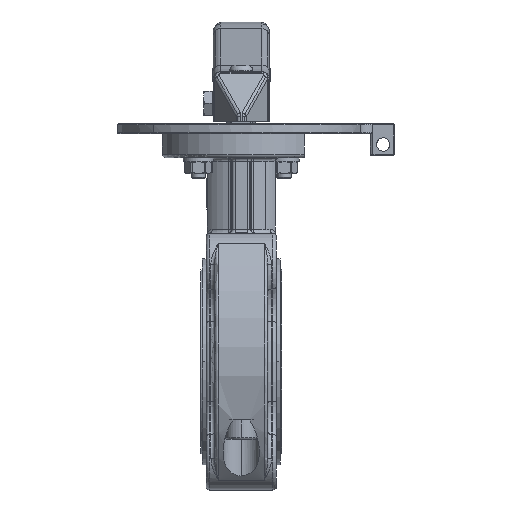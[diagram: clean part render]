
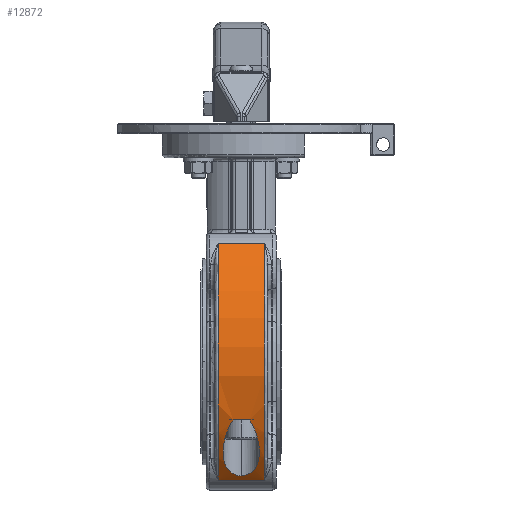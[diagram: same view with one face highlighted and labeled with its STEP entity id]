
A CAD part, front view. The second image highlights one B-rep face of the part: STEP entity #12872.
In plain terms, the highlighted cylindrical face has radius 69 mm (diameter 138 mm), a partial arc.
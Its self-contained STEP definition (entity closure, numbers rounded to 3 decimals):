
#3517=CARTESIAN_POINT('',(3.387,-64.692,-24.));
#3518=VERTEX_POINT('',#3517);
#3526=CARTESIAN_POINT('',(-0.,-50.5,-47.019));
#3527=VERTEX_POINT('',#3526);
#3534=CARTESIAN_POINT('',(3.387,-64.692,-24.));
#3535=CARTESIAN_POINT('',(3.764,-64.501,-24.514));
#3536=CARTESIAN_POINT('',(4.091,-64.297,-25.046));
#3537=CARTESIAN_POINT('',(4.391,-64.08,-25.588));
#3538=CARTESIAN_POINT('',(4.691,-63.864,-26.129));
#3539=CARTESIAN_POINT('',(4.961,-63.636,-26.681));
#3540=CARTESIAN_POINT('',(5.209,-63.396,-27.239));
#3541=CARTESIAN_POINT('',(5.706,-62.917,-28.355));
#3542=CARTESIAN_POINT('',(6.117,-62.388,-29.501));
#3543=CARTESIAN_POINT('',(6.451,-61.826,-30.635));
#3544=CARTESIAN_POINT('',(6.784,-61.264,-31.77));
#3545=CARTESIAN_POINT('',(7.041,-60.666,-32.898));
#3546=CARTESIAN_POINT('',(7.22,-60.03,-34.021));
#3547=CARTESIAN_POINT('',(7.399,-59.394,-35.143));
#3548=CARTESIAN_POINT('',(7.5,-58.72,-36.258));
#3549=CARTESIAN_POINT('',(7.5,-58.004,-37.37));
#3550=CARTESIAN_POINT('',(7.5,-57.647,-37.925));
#3551=CARTESIAN_POINT('',(7.475,-57.281,-38.475));
#3552=CARTESIAN_POINT('',(7.42,-56.91,-39.016));
#3553=CARTESIAN_POINT('',(7.366,-56.54,-39.556));
#3554=CARTESIAN_POINT('',(7.283,-56.163,-40.088));
#3555=CARTESIAN_POINT('',(7.165,-55.782,-40.612));
#3556=CARTESIAN_POINT('',(7.106,-55.592,-40.874));
#3557=CARTESIAN_POINT('',(7.038,-55.4,-41.133));
#3558=CARTESIAN_POINT('',(6.961,-55.207,-41.39));
#3559=CARTESIAN_POINT('',(6.883,-55.014,-41.648));
#3560=CARTESIAN_POINT('',(6.796,-54.82,-41.903));
#3561=CARTESIAN_POINT('',(6.699,-54.627,-42.153));
#3562=CARTESIAN_POINT('',(6.505,-54.242,-42.652));
#3563=CARTESIAN_POINT('',(6.271,-53.86,-43.133));
#3564=CARTESIAN_POINT('',(5.989,-53.485,-43.593));
#3565=CARTESIAN_POINT('',(5.847,-53.297,-43.823));
#3566=CARTESIAN_POINT('',(5.694,-53.112,-44.048));
#3567=CARTESIAN_POINT('',(5.525,-52.929,-44.267));
#3568=CARTESIAN_POINT('',(5.357,-52.745,-44.486));
#3569=CARTESIAN_POINT('',(5.175,-52.565,-44.699));
#3570=CARTESIAN_POINT('',(4.979,-52.391,-44.902));
#3571=CARTESIAN_POINT('',(4.589,-52.044,-45.306));
#3572=CARTESIAN_POINT('',(4.144,-51.721,-45.674));
#3573=CARTESIAN_POINT('',(3.631,-51.438,-45.991));
#3574=CARTESIAN_POINT('',(3.118,-51.154,-46.309));
#3575=CARTESIAN_POINT('',(2.557,-50.92,-46.564));
#3576=CARTESIAN_POINT('',(1.934,-50.754,-46.745));
#3577=CARTESIAN_POINT('',(1.312,-50.588,-46.925));
#3578=CARTESIAN_POINT('',(0.668,-50.5,-47.019));
#3579=CARTESIAN_POINT('',(-0.,-50.5,-47.019));
#3580=B_SPLINE_CURVE_WITH_KNOTS('',3,(#3534,#3535,#3536,#3537,#3538,#3539,#3540,#3541,#3542,#3543,#3544,#3545,#3546,#3547,#3548,#3549,#3550,#3551,#3552,#3553,#3554,#3555,#3556,#3557,#3558,#3559,
#3560,#3561,#3562,#3563,#3564,#3565,#3566,#3567,#3568,#3569,#3570,#3571,#3572,#3573,#3574,#3575,#3576,#3577,#3578,#3579),.UNSPECIFIED.,.F.,.F.,(4,3,3,3,3,3,3,3,3,3,3,3,3,3,3,4),(0.,0.002,0.004,0.008,0.012,0.016,0.018,0.02,0.021,0.022,0.024,0.025,0.026,0.028,0.029,0.031),.UNSPECIFIED.);
#3581=EDGE_CURVE('NONE',#3518,#3527,#3580,.T.);
#12771=CARTESIAN_POINT('',(0.,0.,0.));
#12772=DIRECTION('',(1.,0.,0.));
#12773=DIRECTION('',(-0.,-0.707,0.707));
#12774=AXIS2_PLACEMENT_3D('',#12771,#12772,#12773);
#12775=CYLINDRICAL_SURFACE('',#12774,69.);
#12776=CARTESIAN_POINT('',(-9.5,-48.79,-48.79));
#12777=VERTEX_POINT('',#12776);
#12778=CARTESIAN_POINT('',(-9.5,-48.79,48.79));
#12779=VERTEX_POINT('',#12778);
#12780=CARTESIAN_POINT('',(-9.5,0.,0.));
#12781=DIRECTION('',(-1.,-0.,-0.));
#12782=DIRECTION('',(-0.,-0.707,0.707));
#12783=AXIS2_PLACEMENT_3D('',#12780,#12781,#12782);
#12784=CIRCLE('',#12783,69.);
#12785=EDGE_CURVE('NONE',#12777,#12779,#12784,.T.);
#12786=ORIENTED_EDGE('',*,*,#12785,.F.);
#12787=CARTESIAN_POINT('',(9.5,-48.79,-48.79));
#12788=VERTEX_POINT('',#12787);
#12789=CARTESIAN_POINT('',(9.5,-48.79,-48.79));
#12790=DIRECTION('',(-1.,-0.,-0.));
#12791=VECTOR('',#12790,19.);
#12792=LINE('',#12789,#12791);
#12793=EDGE_CURVE('NONE',#12788,#12777,#12792,.T.);
#12794=ORIENTED_EDGE('',*,*,#12793,.F.);
#12795=CARTESIAN_POINT('',(9.5,-48.79,48.79));
#12796=VERTEX_POINT('',#12795);
#12797=CARTESIAN_POINT('',(9.5,0.,0.));
#12798=DIRECTION('',(1.,0.,0.));
#12799=DIRECTION('',(-0.,-0.707,0.707));
#12800=AXIS2_PLACEMENT_3D('',#12797,#12798,#12799);
#12801=CIRCLE('',#12800,69.);
#12802=EDGE_CURVE('NONE',#12796,#12788,#12801,.T.);
#12803=ORIENTED_EDGE('',*,*,#12802,.F.);
#12804=CARTESIAN_POINT('',(-9.5,-48.79,48.79));
#12805=DIRECTION('',(1.,0.,0.));
#12806=VECTOR('',#12805,19.);
#12807=LINE('',#12804,#12806);
#12808=EDGE_CURVE('NONE',#12779,#12796,#12807,.T.);
#12809=ORIENTED_EDGE('',*,*,#12808,.F.);
#12810=EDGE_LOOP('',(#12786,#12794,#12803,#12809));
#12811=FACE_BOUND('',#12810,.T.);
#12812=ORIENTED_EDGE('',*,*,#3581,.T.);
#12813=CARTESIAN_POINT('',(-3.387,-64.692,-24.));
#12814=VERTEX_POINT('',#12813);
#12815=CARTESIAN_POINT('',(-0.,-50.5,-47.019));
#12816=CARTESIAN_POINT('',(-0.667,-50.5,-47.019));
#12817=CARTESIAN_POINT('',(-1.323,-50.59,-46.923));
#12818=CARTESIAN_POINT('',(-1.943,-50.756,-46.742));
#12819=CARTESIAN_POINT('',(-2.254,-50.839,-46.652));
#12820=CARTESIAN_POINT('',(-2.55,-50.94,-46.542));
#12821=CARTESIAN_POINT('',(-2.833,-51.056,-46.415));
#12822=CARTESIAN_POINT('',(-3.116,-51.171,-46.288));
#12823=CARTESIAN_POINT('',(-3.388,-51.303,-46.142));
#12824=CARTESIAN_POINT('',(-3.643,-51.444,-45.984));
#12825=CARTESIAN_POINT('',(-4.153,-51.727,-45.667));
#12826=CARTESIAN_POINT('',(-4.595,-52.05,-45.3));
#12827=CARTESIAN_POINT('',(-4.987,-52.398,-44.894));
#12828=CARTESIAN_POINT('',(-5.183,-52.572,-44.69));
#12829=CARTESIAN_POINT('',(-5.365,-52.753,-44.477));
#12830=CARTESIAN_POINT('',(-5.532,-52.936,-44.259));
#12831=CARTESIAN_POINT('',(-5.699,-53.118,-44.04));
#12832=CARTESIAN_POINT('',(-5.852,-53.303,-43.816));
#12833=CARTESIAN_POINT('',(-5.993,-53.491,-43.586));
#12834=CARTESIAN_POINT('',(-6.275,-53.865,-43.126));
#12835=CARTESIAN_POINT('',(-6.509,-54.248,-42.644));
#12836=CARTESIAN_POINT('',(-6.703,-54.635,-42.142));
#12837=CARTESIAN_POINT('',(-6.897,-55.022,-41.641));
#12838=CARTESIAN_POINT('',(-7.049,-55.408,-41.126));
#12839=CARTESIAN_POINT('',(-7.166,-55.787,-40.605));
#12840=CARTESIAN_POINT('',(-7.401,-56.547,-39.562));
#12841=CARTESIAN_POINT('',(-7.5,-57.286,-38.485));
#12842=CARTESIAN_POINT('',(-7.5,-58.001,-37.376));
#12843=CARTESIAN_POINT('',(-7.5,-58.358,-36.821));
#12844=CARTESIAN_POINT('',(-7.474,-58.708,-36.261));
#12845=CARTESIAN_POINT('',(-7.427,-59.046,-35.702));
#12846=CARTESIAN_POINT('',(-7.379,-59.384,-35.142));
#12847=CARTESIAN_POINT('',(-7.309,-59.712,-34.582));
#12848=CARTESIAN_POINT('',(-7.22,-60.03,-34.02));
#12849=CARTESIAN_POINT('',(-7.041,-60.667,-32.896));
#12850=CARTESIAN_POINT('',(-6.783,-61.266,-31.767));
#12851=CARTESIAN_POINT('',(-6.45,-61.828,-30.632));
#12852=CARTESIAN_POINT('',(-6.116,-62.39,-29.498));
#12853=CARTESIAN_POINT('',(-5.705,-62.918,-28.352));
#12854=CARTESIAN_POINT('',(-5.208,-63.397,-27.237));
#12855=CARTESIAN_POINT('',(-4.96,-63.636,-26.68));
#12856=CARTESIAN_POINT('',(-4.69,-63.864,-26.128));
#12857=CARTESIAN_POINT('',(-4.391,-64.081,-25.587));
#12858=CARTESIAN_POINT('',(-4.091,-64.297,-25.045));
#12859=CARTESIAN_POINT('',(-3.763,-64.501,-24.513));
#12860=CARTESIAN_POINT('',(-3.387,-64.692,-24.));
#12861=B_SPLINE_CURVE_WITH_KNOTS('',3,(#12815,#12816,#12817,#12818,#12819,#12820,#12821,#12822,#12823,#12824,#12825,#12826,#12827,#12828,#12829,#12830,#12831,#12832,#12833,#12834,#12835,#12836,#12837,#12838,#12839,#12840,
#12841,#12842,#12843,#12844,#12845,#12846,#12847,#12848,#12849,#12850,#12851,#12852,#12853,#12854,#12855,#12856,#12857,#12858,#12859,#12860),.UNSPECIFIED.,.F.,.F.,(4,3,3,3,3,3,3,3,3,3,3,3,3,3,3,4),(0.031,0.033,0.034,0.035,0.037,0.038,0.039,0.041,0.043,0.047,0.049,0.051,0.055,0.059,0.061,0.063),.UNSPECIFIED.);
#12862=EDGE_CURVE('NONE',#3527,#12814,#12861,.T.);
#12863=ORIENTED_EDGE('',*,*,#12862,.T.);
#12864=CARTESIAN_POINT('',(-3.387,-64.692,-24.));
#12865=DIRECTION('',(1.,0.,-0.));
#12866=VECTOR('',#12865,6.774);
#12867=LINE('',#12864,#12866);
#12868=EDGE_CURVE('NONE',#12814,#3518,#12867,.T.);
#12869=ORIENTED_EDGE('',*,*,#12868,.T.);
#12870=EDGE_LOOP('',(#12812,#12863,#12869));
#12871=FACE_BOUND('',#12870,.T.);
#12872=ADVANCED_FACE('NONE',(#12811,#12871),#12775,.T.);
